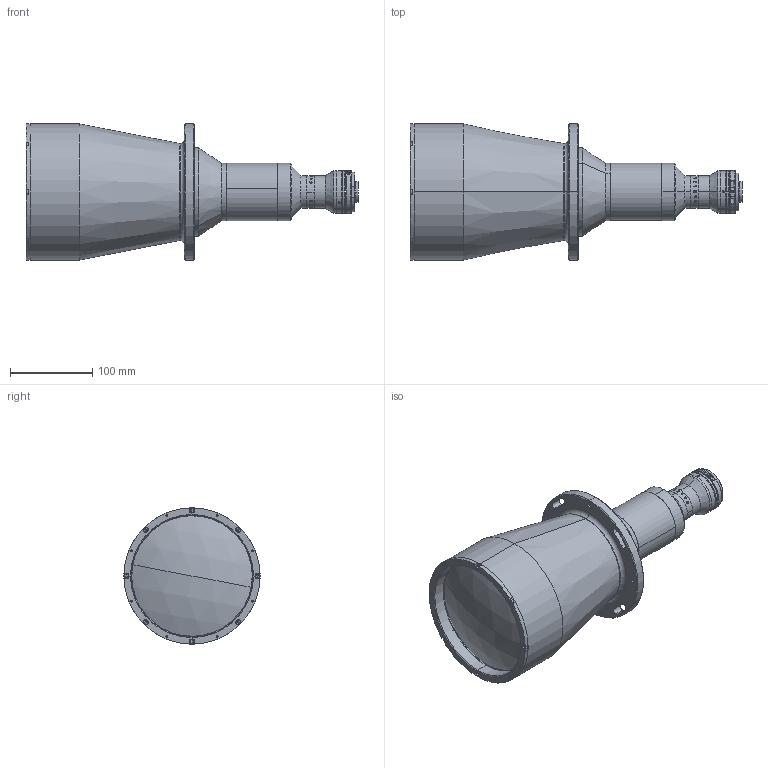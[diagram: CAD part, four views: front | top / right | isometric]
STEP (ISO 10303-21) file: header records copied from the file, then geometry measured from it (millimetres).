
FILE_DESCRIPTION (( 'STEP AP203' ), '1' );
FILE_NAME ('XF-PTL13719-0135-280C-(HD).STEP', '2018-12-21T03:16:45', ( 'puyufan' ), ( '' ), 'SwSTEP 2.0', 'SolidWorks 2014', '' );
FILE_SCHEMA (( 'CONFIG_CONTROL_DESIGN' ));
Length unit declared in the file: millimetre
Products named in the file (1): XF-PTL13719-0135-280C-(HD)
Bounding box: 404.87 x 166 x 166 mm (x, y, z)
Surface area: 217414.1 mm2 (no closed solid volume)
Topology: 0 solids, 46 shells, 314 faces, 1385 edges, 1114 vertices
Faces by surface type: cylinder 149, plane 111, cone 30, torus 18, sphere 4, bspline 2
Entity records: 20284 total; most frequent: CARTESIAN_POINT 9132, DIRECTION 2277, ORIENTED_EDGE 2003, EDGE_CURVE 1383, VERTEX_POINT 1114, AXIS2_PLACEMENT_3D 867, CIRCLE 554, LINE 543
